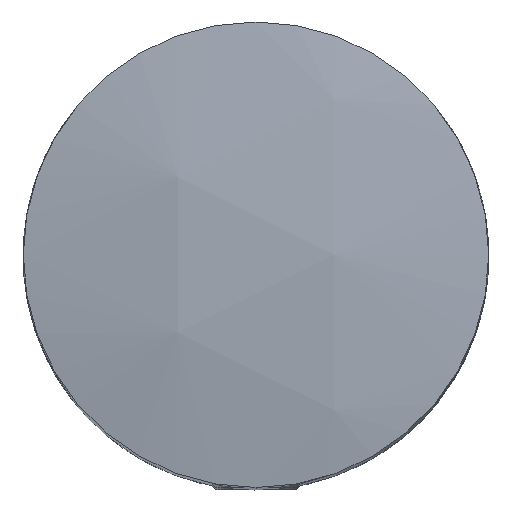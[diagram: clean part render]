
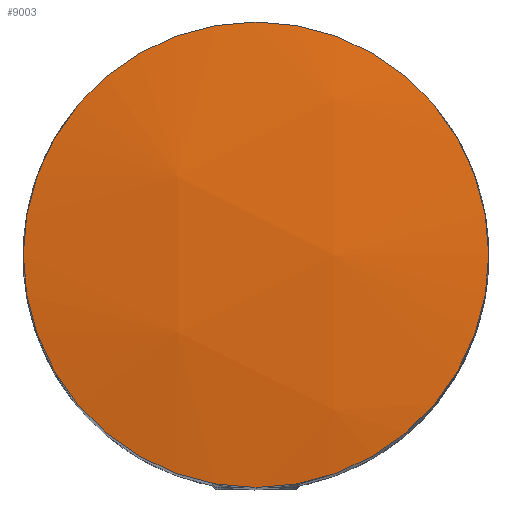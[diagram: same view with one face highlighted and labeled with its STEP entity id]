
A CAD part, top view. The second image highlights one B-rep face of the part: STEP entity #9003.
In plain terms, the highlighted spherical face has radius 60.451 mm.
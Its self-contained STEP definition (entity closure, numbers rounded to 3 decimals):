
#242 = CARTESIAN_POINT ( 'NONE',  ( 0., 0., 31. ) ) ;
#1196 = DIRECTION ( 'NONE',  ( 0., 1., 0. ) ) ;
#3592 = CARTESIAN_POINT ( 'NONE',  ( 0., 0., -28.451 ) ) ;
#3771 = AXIS2_PLACEMENT_3D ( 'NONE', #242, #8667, #12203 ) ;
#4349 = EDGE_LOOP ( 'NONE', ( #5997 ) ) ;
#5326 = SPHERICAL_SURFACE ( 'NONE', #13017, 60.451 ) ;
#5619 = CIRCLE ( 'NONE', #3771, 10.95 ) ;
#5997 = ORIENTED_EDGE ( 'NONE', *, *, #14425, .T. ) ;
#8667 = DIRECTION ( 'NONE',  ( 0., 0., 1. ) ) ;
#9003 = ADVANCED_FACE ( 'NONE', ( #13259 ), #5326, .T. ) ;
#10084 = VERTEX_POINT ( 'NONE', #12693 ) ;
#12203 = DIRECTION ( 'NONE',  ( 0., -1., 0. ) ) ;
#12693 = CARTESIAN_POINT ( 'NONE',  ( 0., -10.95, 31. ) ) ;
#13017 = AXIS2_PLACEMENT_3D ( 'NONE', #3592, #13304, #1196 ) ;
#13259 = FACE_OUTER_BOUND ( 'NONE', #4349, .T. ) ;
#13304 = DIRECTION ( 'NONE',  ( -1., 0., 0. ) ) ;
#14425 = EDGE_CURVE ( 'NONE', #10084, #10084, #5619, .T. ) ;
